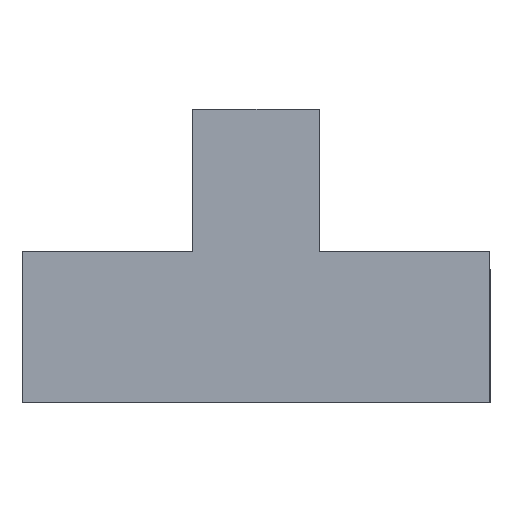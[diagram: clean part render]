
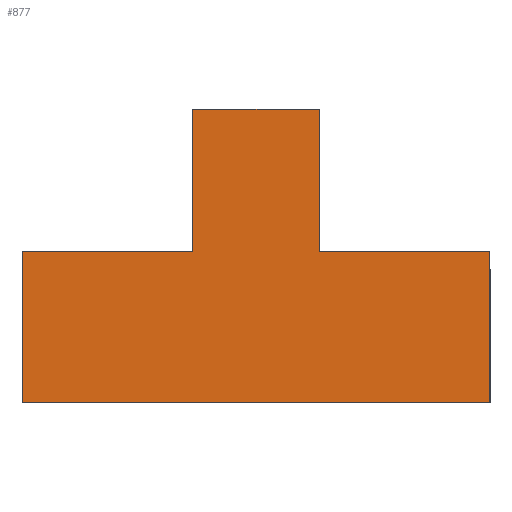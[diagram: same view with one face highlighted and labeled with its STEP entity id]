
A CAD part, left-side view. The second image highlights one B-rep face of the part: STEP entity #877.
In plain terms, the highlighted planar face has unit normal (-1, 0, 0).
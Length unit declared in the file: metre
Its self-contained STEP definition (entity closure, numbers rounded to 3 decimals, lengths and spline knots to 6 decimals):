
#78=ORIENTED_EDGE('',*,*,#327,.T.);
#79=ORIENTED_EDGE('',*,*,#296,.F.);
#80=ORIENTED_EDGE('',*,*,#328,.F.);
#81=ORIENTED_EDGE('',*,*,#329,.F.);
#82=ORIENTED_EDGE('',*,*,#330,.F.);
#83=ORIENTED_EDGE('',*,*,#331,.T.);
#84=ORIENTED_EDGE('',*,*,#322,.F.);
#85=ORIENTED_EDGE('',*,*,#304,.T.);
#296=EDGE_CURVE('',#422,#423,#504,.T.);
#304=EDGE_CURVE('',#426,#429,#511,.T.);
#322=EDGE_CURVE('',#426,#444,#528,.T.);
#327=EDGE_CURVE('',#429,#423,#530,.T.);
#328=EDGE_CURVE('',#447,#422,#531,.T.);
#329=EDGE_CURVE('',#448,#447,#532,.T.);
#330=EDGE_CURVE('',#449,#448,#533,.T.);
#331=EDGE_CURVE('',#449,#444,#534,.T.);
#422=VERTEX_POINT('',#1264);
#423=VERTEX_POINT('',#1266);
#426=VERTEX_POINT('',#1274);
#429=VERTEX_POINT('',#1280);
#444=VERTEX_POINT('',#1318);
#447=VERTEX_POINT('',#1329);
#448=VERTEX_POINT('',#1331);
#449=VERTEX_POINT('',#1333);
#504=LINE('',#1265,#614);
#511=LINE('',#1281,#621);
#528=LINE('',#1317,#638);
#530=LINE('',#1327,#640);
#531=LINE('',#1328,#641);
#532=LINE('',#1330,#642);
#533=LINE('',#1332,#643);
#534=LINE('',#1334,#644);
#614=VECTOR('',#1022,1.);
#621=VECTOR('',#1033,1.);
#638=VECTOR('',#1060,1.);
#640=VECTOR('',#1072,1.);
#641=VECTOR('',#1073,1.);
#642=VECTOR('',#1074,1.);
#643=VECTOR('',#1075,1.);
#644=VECTOR('',#1076,1.);
#728=EDGE_LOOP('',(#78,#79,#80,#81,#82,#83,#84,#85));
#782=FACE_BOUND('',#728,.T.);
#835=PLANE('',#958);
#877=ADVANCED_FACE('',(#782),#835,.F.);
#958=AXIS2_PLACEMENT_3D('',#1326,#1070,#1071);
#1022=DIRECTION('',(0.,0.,-1.));
#1033=DIRECTION('',(0.,0.,-1.));
#1060=DIRECTION('',(0.,-1.,0.));
#1070=DIRECTION('',(1.,0.,0.));
#1071=DIRECTION('',(0.,0.,-1.));
#1072=DIRECTION('',(0.,-1.,0.));
#1073=DIRECTION('',(0.,-1.,0.));
#1074=DIRECTION('',(0.,0.,-1.));
#1075=DIRECTION('',(0.,-1.,0.));
#1076=DIRECTION('',(0.,0.,-1.));
#1264=CARTESIAN_POINT('',(-0.01166,0.002502,0.0042));
#1265=CARTESIAN_POINT('',(-0.01166,0.002502,0.0002));
#1266=CARTESIAN_POINT('',(-0.01166,0.002502,0.));
#1274=CARTESIAN_POINT('',(-0.01166,0.015502,0.0042));
#1280=CARTESIAN_POINT('',(-0.01166,0.015502,0.));
#1281=CARTESIAN_POINT('',(-0.01166,0.015502,0.0002));
#1317=CARTESIAN_POINT('',(-0.01166,0.013131,0.0042));
#1318=CARTESIAN_POINT('',(-0.01166,0.01076,0.0042));
#1326=CARTESIAN_POINT('',(-0.01166,0.013131,0.0002));
#1327=CARTESIAN_POINT('',(-0.01166,0.013131,0.));
#1328=CARTESIAN_POINT('',(-0.01166,0.013131,0.0042));
#1329=CARTESIAN_POINT('',(-0.01166,0.007244,0.0042));
#1330=CARTESIAN_POINT('',(-0.01166,0.007244,0.00815));
#1331=CARTESIAN_POINT('',(-0.01166,0.007244,0.00815));
#1332=CARTESIAN_POINT('',(-0.01166,0.013131,0.00815));
#1333=CARTESIAN_POINT('',(-0.01166,0.01076,0.00815));
#1334=CARTESIAN_POINT('',(-0.01166,0.01076,0.00815));
